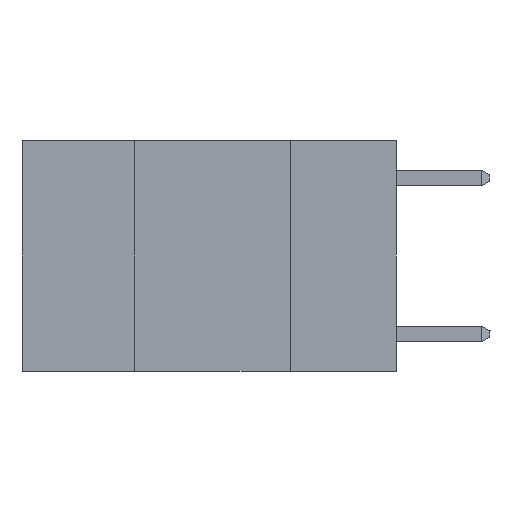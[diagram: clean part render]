
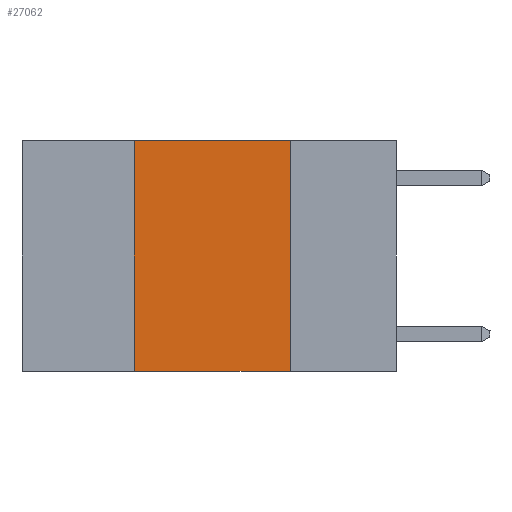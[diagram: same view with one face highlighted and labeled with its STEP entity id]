
A CAD part, left-side view. The second image highlights one B-rep face of the part: STEP entity #27062.
In plain terms, the highlighted planar face has unit normal (-1, 0, 0).
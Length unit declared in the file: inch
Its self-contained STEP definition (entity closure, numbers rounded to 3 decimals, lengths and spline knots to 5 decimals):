
#1049 = AXIS2_PLACEMENT_3D ( 'NONE', #7834, #13055, #30626 ) ;
#1377 = DIRECTION ( 'NONE',  ( 0., 0., -1. ) ) ;
#1736 = CARTESIAN_POINT ( 'NONE',  ( 0., 0.6, -0.37 ) ) ;
#3911 = VERTEX_POINT ( 'NONE', #12570 ) ;
#4357 = DIRECTION ( 'NONE',  ( 0., -1., 0. ) ) ;
#6478 = EDGE_CURVE ( 'NONE', #20260, #10073, #9232, .T. ) ;
#6580 = VECTOR ( 'NONE', #4357, 39.37008 ) ;
#6601 = LINE ( 'NONE', #28006, #12705 ) ;
#6961 = ORIENTED_EDGE ( 'NONE', *, *, #24749, .T. ) ;
#7660 = DIRECTION ( 'NONE',  ( 0., 0., 1. ) ) ;
#7834 = CARTESIAN_POINT ( 'NONE',  ( 0., 0.6, 0. ) ) ;
#8332 = EDGE_LOOP ( 'NONE', ( #13115, #11222, #19447, #6961 ) ) ;
#9232 = LINE ( 'NONE', #15666, #21945 ) ;
#10073 = VERTEX_POINT ( 'NONE', #21296 ) ;
#10450 = LINE ( 'NONE', #14309, #15599 ) ;
#11222 = ORIENTED_EDGE ( 'NONE', *, *, #6478, .F. ) ;
#11528 = VERTEX_POINT ( 'NONE', #31863 ) ;
#12570 = CARTESIAN_POINT ( 'NONE',  ( 0., 0.17, -0.37 ) ) ;
#12705 = VECTOR ( 'NONE', #7660, 39.37008 ) ;
#13055 = DIRECTION ( 'NONE',  ( 1., 0., 0. ) ) ;
#13115 = ORIENTED_EDGE ( 'NONE', *, *, #16641, .F. ) ;
#14309 = CARTESIAN_POINT ( 'NONE',  ( 0., 0.17, 0. ) ) ;
#15599 = VECTOR ( 'NONE', #1377, 39.37008 ) ;
#15666 = CARTESIAN_POINT ( 'NONE',  ( 0., 0.6, 0. ) ) ;
#16641 = EDGE_CURVE ( 'NONE', #10073, #3911, #10450, .T. ) ;
#19047 = EDGE_CURVE ( 'NONE', #11528, #20260, #6601, .T. ) ;
#19447 = ORIENTED_EDGE ( 'NONE', *, *, #19047, .F. ) ;
#20250 = LINE ( 'NONE', #1736, #6580 ) ;
#20260 = VERTEX_POINT ( 'NONE', #29963 ) ;
#21296 = CARTESIAN_POINT ( 'NONE',  ( 0., 0.17, 0. ) ) ;
#21945 = VECTOR ( 'NONE', #30676, 39.37008 ) ;
#24749 = EDGE_CURVE ( 'NONE', #11528, #3911, #20250, .T. ) ;
#27062 = ADVANCED_FACE ( 'NONE', ( #30637 ), #28153, .F. ) ;
#28006 = CARTESIAN_POINT ( 'NONE',  ( 0., 0.42, 0. ) ) ;
#28153 = PLANE ( 'NONE',  #1049 ) ;
#29963 = CARTESIAN_POINT ( 'NONE',  ( 0., 0.42, 0. ) ) ;
#30626 = DIRECTION ( 'NONE',  ( 0., 0., -1. ) ) ;
#30637 = FACE_OUTER_BOUND ( 'NONE', #8332, .T. ) ;
#30676 = DIRECTION ( 'NONE',  ( 0., -1., 0. ) ) ;
#31863 = CARTESIAN_POINT ( 'NONE',  ( 0., 0.42, -0.37 ) ) ;
